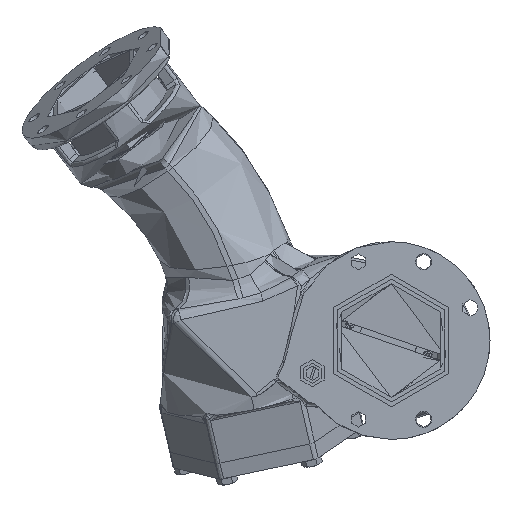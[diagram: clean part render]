
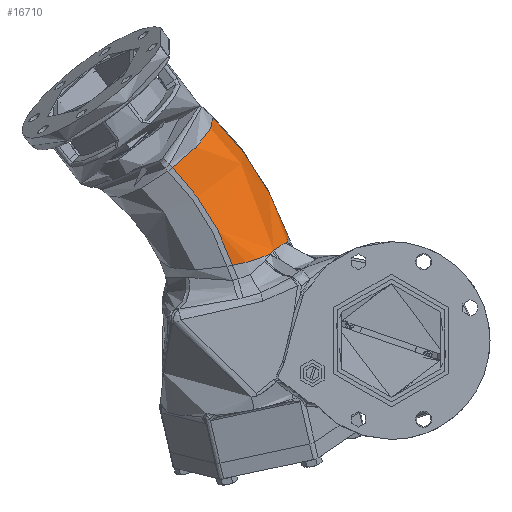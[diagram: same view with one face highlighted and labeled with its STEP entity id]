
A CAD part, front view. The second image highlights one B-rep face of the part: STEP entity #16710.
In plain terms, the highlighted free-form (B-spline) face has degree [3, 3] with [4, 4] control points.
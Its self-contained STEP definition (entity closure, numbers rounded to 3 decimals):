
#7077 = VERTEX_POINT ( 'NONE', #67165 ) ;
#7118 = VERTEX_POINT ( 'NONE', #67206 ) ;
#7129 = VERTEX_POINT ( 'NONE', #67217 ) ;
#7154 = VERTEX_POINT ( 'NONE', #67242 ) ;
#7295 = VERTEX_POINT ( 'NONE', #67383 ) ;
#7414 = VERTEX_POINT ( 'NONE', #67502 ) ;
#7461 = VERTEX_POINT ( 'NONE', #67549 ) ;
#16710 = ADVANCED_FACE ( 'NONE', ( #39830 ), #40096, .T. ) ;
#24490 = CARTESIAN_POINT ( 'NONE',  ( -126.898, 55.339, 167.021 ) ) ;
#24504 = CARTESIAN_POINT ( 'NONE',  ( -104.412, 58.899, 131.471 ) ) ;
#24520 = CARTESIAN_POINT ( 'NONE',  ( -156.974, 52.742, 196.53 ) ) ;
#24524 = CARTESIAN_POINT ( 'NONE',  ( -90.715, 63.234, 91.775 ) ) ;
#24526 = CARTESIAN_POINT ( 'NONE',  ( -151.956, 21.621, 189.871 ) ) ;
#24527 = CARTESIAN_POINT ( 'NONE',  ( -122.331, 24.344, 159.435 ) ) ;
#24529 = CARTESIAN_POINT ( 'NONE',  ( -100.499, 28.021, 123.086 ) ) ;
#24531 = CARTESIAN_POINT ( 'NONE',  ( -87.624, 32.456, 82.764 ) ) ;
#24533 = CARTESIAN_POINT ( 'NONE',  ( -166.601, -0.384, 171.451 ) ) ;
#24534 = CARTESIAN_POINT ( 'NONE',  ( -139.415, 2.156, 143.171 ) ) ;
#24535 = CARTESIAN_POINT ( 'NONE',  ( -119.46, 5.574, 109.475 ) ) ;
#24536 = CARTESIAN_POINT ( 'NONE',  ( -107.8, 9.687, 72.159 ) ) ;
#24538 = CARTESIAN_POINT ( 'NONE',  ( -192.332, -0.384, 152.062 ) ) ;
#24539 = CARTESIAN_POINT ( 'NONE',  ( -168.141, 1.773, 127.757 ) ) ;
#24541 = CARTESIAN_POINT ( 'NONE',  ( -150.186, 4.707, 98.609 ) ) ;
#24543 = CARTESIAN_POINT ( 'NONE',  ( -139.425, 8.263, 66.172 ) ) ;
#26940 = ORIENTED_EDGE ( 'NONE', *, *, #42292, .F. ) ;
#26941 = ORIENTED_EDGE ( 'NONE', *, *, #42080, .T. ) ;
#26942 = ORIENTED_EDGE ( 'NONE', *, *, #42071, .T. ) ;
#26943 = ORIENTED_EDGE ( 'NONE', *, *, #42066, .T. ) ;
#26944 = ORIENTED_EDGE ( 'NONE', *, *, #41992, .F. ) ;
#26945 = ORIENTED_EDGE ( 'NONE', *, *, #42296, .F. ) ;
#26946 = ORIENTED_EDGE ( 'NONE', *, *, #42290, .T. ) ;
#26947 = ORIENTED_EDGE ( 'NONE', *, *, #42169, .T. ) ;
#28816 = CARTESIAN_POINT ( 'NONE',  ( -104.329, 23.978, 78.447 ) ) ;
#29293 = CARTESIAN_POINT ( 'NONE',  ( -347.069, 81.67, 5.332 ) ) ;
#29294 = CARTESIAN_POINT ( 'NONE',  ( -144.702, 60.804, 81.555 ) ) ;
#29298 = CARTESIAN_POINT ( 'NONE',  ( -200.899, 52.742, 163.43 ) ) ;
#29299 = DIRECTION ( 'NONE',  ( 0.581, 0.259, -0.771 ) ) ;
#29300 = DIRECTION ( 'NONE',  ( 0.799, 0., 0.602 ) ) ;
#29302 = DIRECTION ( 'NONE',  ( 0.165, 0.292, -0.942 ) ) ;
#29303 = DIRECTION ( 'NONE',  ( 0.982, 0.044, 0.186 ) ) ;
#29305 = DIRECTION ( 'NONE',  ( 0.031, 0.992, 0.119 ) ) ;
#29306 = DIRECTION ( 'NONE',  ( 0., -0.119, 0.993 ) ) ;
#33069 = CARTESIAN_POINT ( 'NONE',  ( -144.702, 60.804, 81.555 ) ) ;
#33070 = DIRECTION ( 'NONE',  ( 0.165, 0.292, -0.942 ) ) ;
#33071 = DIRECTION ( 'NONE',  ( 0.982, 0.044, 0.186 ) ) ;
#33258 = CARTESIAN_POINT ( 'NONE',  ( -103.255, 25.219, 79.326 ) ) ;
#33294 = CARTESIAN_POINT ( 'NONE',  ( -101.941, 26.775, 80.342 ) ) ;
#33295 = CARTESIAN_POINT ( 'NONE',  ( -100.694, 28.43, 81.24 ) ) ;
#33296 = CARTESIAN_POINT ( 'NONE',  ( -98.934, 31.058, 82.44 ) ) ;
#33297 = CARTESIAN_POINT ( 'NONE',  ( -98.366, 31.958, 82.815 ) ) ;
#33298 = CARTESIAN_POINT ( 'NONE',  ( -97.27, 33.805, 83.52 ) ) ;
#33299 = CARTESIAN_POINT ( 'NONE',  ( -96.741, 34.755, 83.851 ) ) ;
#33300 = CARTESIAN_POINT ( 'NONE',  ( -95.226, 37.664, 84.776 ) ) ;
#33301 = CARTESIAN_POINT ( 'NONE',  ( -94.319, 39.664, 85.301 ) ) ;
#33302 = CARTESIAN_POINT ( 'NONE',  ( -92.724, 43.782, 86.212 ) ) ;
#33303 = CARTESIAN_POINT ( 'NONE',  ( -92.035, 45.899, 86.599 ) ) ;
#33304 = CARTESIAN_POINT ( 'NONE',  ( -91.467, 48.074, 86.938 ) ) ;
#33309 = CARTESIAN_POINT ( 'NONE',  ( -104.329, 23.978, 78.447 ) ) ;
#33314 = CARTESIAN_POINT ( 'NONE',  ( -103.971, 24.381, 78.755 ) ) ;
#33315 = CARTESIAN_POINT ( 'NONE',  ( -103.613, 24.794, 79.049 ) ) ;
#33316 = CARTESIAN_POINT ( 'NONE',  ( -103.255, 25.219, 79.326 ) ) ;
#33317 = CARTESIAN_POINT ( 'NONE',  ( -107.068, 21.106, 75.832 ) ) ;
#33350 = CARTESIAN_POINT ( 'NONE',  ( -106.156, 21.994, 76.781 ) ) ;
#33351 = CARTESIAN_POINT ( 'NONE',  ( -105.245, 22.948, 77.659 ) ) ;
#33352 = CARTESIAN_POINT ( 'NONE',  ( -104.329, 23.978, 78.447 ) ) ;
#33550 = CARTESIAN_POINT ( 'NONE',  ( -348.914, 22.998, -1.711 ) ) ;
#33560 = DIRECTION ( 'NONE',  ( 0.031, 0.992, 0.119 ) ) ;
#33561 = DIRECTION ( 'NONE',  ( 0., -0.119, 0.993 ) ) ;
#33720 = CIRCLE ( 'NONE', #69329, 55. ) ;
#33760 = CIRCLE ( 'NONE', #69346, 220.705 ) ;
#33783 = CIRCLE ( 'NONE', #69367, 55. ) ;
#33785 = CIRCLE ( 'NONE', #69366, 55. ) ;
#33786 = CIRCLE ( 'NONE', #69368, 271.163 ) ;
#39830 = FACE_OUTER_BOUND ( 'NONE', #45316, .T. ) ;
#40096 =( BOUNDED_SURFACE ( )  B_SPLINE_SURFACE ( 3, 3, ( 
 ( #24520, #24490, #24504, #24524 ),
 ( #24526, #24527, #24529, #24531 ),
 ( #24533, #24534, #24535, #24536 ),
 ( #24538, #24539, #24541, #24543 ) ),
 .UNSPECIFIED., .F., .F., .F. ) 
 B_SPLINE_SURFACE_WITH_KNOTS ( ( 4, 4 ),
 ( 4, 4 ),
 ( 0., 1. ),
 ( 0., 1. ),
 .UNSPECIFIED. ) 
 GEOMETRIC_REPRESENTATION_ITEM ( )  RATIONAL_B_SPLINE_SURFACE ( (
 ( 1., 0.982, 0.982, 1.),
 ( 0.805, 0.79, 0.79, 0.805),
 ( 0.805, 0.79, 0.79, 0.805),
 ( 1., 0.982, 0.982, 1.) ) ) 
 REPRESENTATION_ITEM ( '' )  SURFACE ( )  );
#41992 = EDGE_CURVE ( 'NONE', #7077, #7129, #33720, .T. ) ;
#42066 = EDGE_CURVE ( 'NONE', #7118, #7129, #55835, .T. ) ;
#42071 = EDGE_CURVE ( 'NONE', #60689, #7118, #55837, .T. ) ;
#42080 = EDGE_CURVE ( 'NONE', #7154, #60689, #55840, .T. ) ;
#42169 = EDGE_CURVE ( 'NONE', #7414, #7295, #33760, .T. ) ;
#42290 = EDGE_CURVE ( 'NONE', #7461, #7414, #33783, .T. ) ;
#42292 = EDGE_CURVE ( 'NONE', #7154, #7295, #33785, .T. ) ;
#42296 = EDGE_CURVE ( 'NONE', #7461, #7077, #33786, .T. ) ;
#45316 = EDGE_LOOP ( 'NONE', ( #26940, #26941, #26942, #26943, #26944, #26945, #26946, #26947 ) ) ;
#55835 = B_SPLINE_CURVE_WITH_KNOTS ( 'NONE', 3,
 ( #33258, #33294, #33295, #33296, #33297, #33298, #33299, #33300, #33301, #33302, #33303, #33304 ),
 .UNSPECIFIED., .F., .F.,
 ( 4, 2, 2, 2, 2, 4 ),
 ( 0., 0.007, 0.01, 0.014, 0.02, 0.027 ),
 .UNSPECIFIED. ) ;
#55837 = B_SPLINE_CURVE_WITH_KNOTS ( 'NONE', 3,
 ( #33309, #33314, #33315, #33316 ),
 .UNSPECIFIED., .F., .F.,
 ( 4, 4 ),
 ( 0., 0.002 ),
 .UNSPECIFIED. ) ;
#55840 = B_SPLINE_CURVE_WITH_KNOTS ( 'NONE', 3,
 ( #33317, #33350, #33351, #33352 ),
 .UNSPECIFIED., .F., .F.,
 ( 4, 4 ),
 ( 0., 0.005 ),
 .UNSPECIFIED. ) ;
#60689 = VERTEX_POINT ( 'NONE', #28816 ) ;
#67165 = CARTESIAN_POINT ( 'NONE',  ( -90.715, 63.234, 91.775 ) ) ;
#67206 = CARTESIAN_POINT ( 'NONE',  ( -103.255, 25.219, 79.326 ) ) ;
#67217 = CARTESIAN_POINT ( 'NONE',  ( -91.467, 48.074, 86.938 ) ) ;
#67242 = CARTESIAN_POINT ( 'NONE',  ( -107.068, 21.106, 75.832 ) ) ;
#67383 = CARTESIAN_POINT ( 'NONE',  ( -139.425, 8.263, 66.172 ) ) ;
#67502 = CARTESIAN_POINT ( 'NONE',  ( -192.332, -0.384, 152.062 ) ) ;
#67549 = CARTESIAN_POINT ( 'NONE',  ( -156.974, 52.742, 196.53 ) ) ;
#69329 = AXIS2_PLACEMENT_3D ( 'NONE', #33069, #33070, #33071 ) ;
#69346 = AXIS2_PLACEMENT_3D ( 'NONE', #33550, #33560, #33561 ) ;
#69366 = AXIS2_PLACEMENT_3D ( 'NONE', #29294, #29302, #29303 ) ;
#69367 = AXIS2_PLACEMENT_3D ( 'NONE', #29298, #29299, #29300 ) ;
#69368 = AXIS2_PLACEMENT_3D ( 'NONE', #29293, #29305, #29306 ) ;
